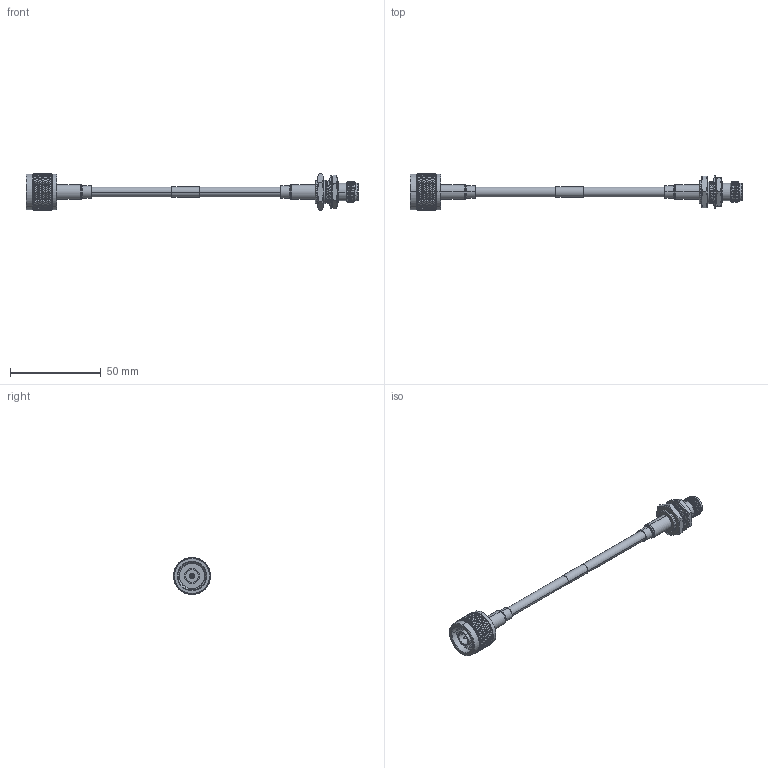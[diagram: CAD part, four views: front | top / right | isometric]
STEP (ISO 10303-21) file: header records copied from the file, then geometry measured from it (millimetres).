
FILE_DESCRIPTION (( 'STEP AP203' ), '1' );
FILE_NAME ('FMCA2759.STEP', '2022-03-09T19:35:48', ( '' ), ( '' ), 'SwSTEP 2.0', 'SolidWorks 2021', '' );
FILE_SCHEMA (( 'CONFIG_CONTROL_DESIGN' ));
Length unit declared in the file: millimetre
Products named in the file (7): RG223_with label; CA-240-MA1_.75" Long; FMCN1761_FERRULE; SC4263_SC 4263 -RG223; FMCN1761; FMCA2759
Assembly tree (7 placements, depth 3):
  FMCA2759
    RG223_with label
    SC4263_SC 4263 -RG223
    CA-240-MA1_.75" Long  x2
    FMCN1761
      FMCN1761
      FMCN1761_FERRULE
Bounding box: 183.06 x 20.32 x 20.32 mm (x, y, z)
Volume: 9928.2 mm3; surface area: 12043.2 mm2
Topology: 11 solids, 12 shells, 2654 faces, 5806 edges, 3191 vertices
Faces by surface type: bspline 1870, cylinder 593, plane 88, cone 79, torus 24
Entity records: 113720 total; most frequent: CARTESIAN_POINT 76359, ORIENTED_EDGE 11524, EDGE_CURVE 5762, VERTEX_POINT 3167, DIRECTION 2795, EDGE_LOOP 2661, FACE_OUTER_BOUND 2632, ADVANCED_FACE 2632
